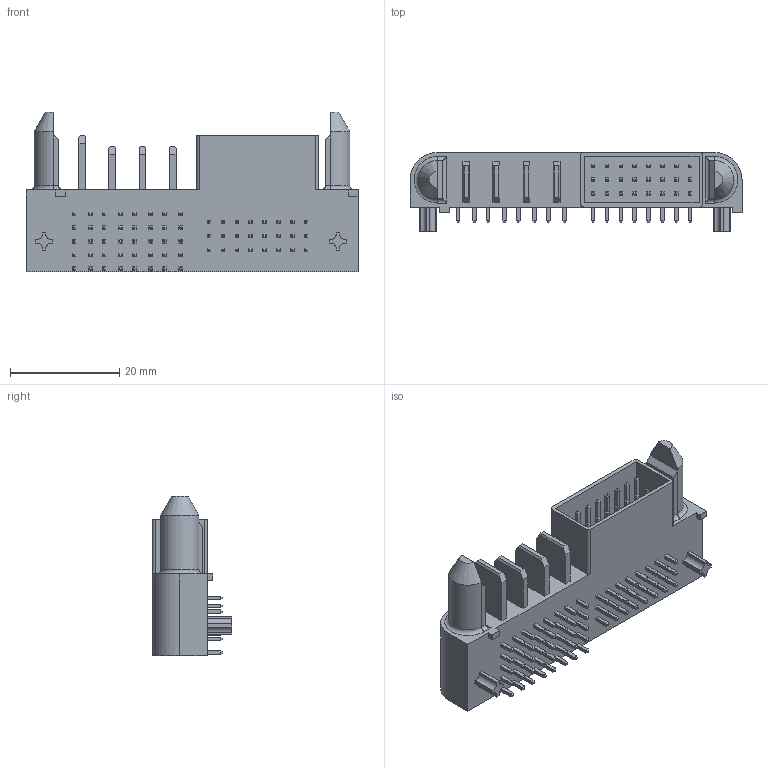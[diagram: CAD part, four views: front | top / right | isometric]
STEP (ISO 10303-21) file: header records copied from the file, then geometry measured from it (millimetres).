
FILE_DESCRIPTION((''),'2;1');
FILE_NAME('464373001','2016-01-22T',('me'),(''),'PRO/ENGINEER BY PARAMETRIC TECHNOLOGY CORPORATION, 2011490','PRO/ENGINEER BY PARAMETRIC TECHNOLOGY CORPORATION, 2011490','');
FILE_SCHEMA(('CONFIG_CONTROL_DESIGN'));
Length unit declared in the file: millimetre
Products named in the file (1): 464373001
Bounding box: 60.76 x 14.46 x 29.25 mm (x, y, z)
Volume: 10573.7 mm3; surface area: 6434.3 mm2
Topology: 1 solids, 1 shells, 914 faces, 2221 edges, 1414 vertices
Faces by surface type: plane 888, cylinder 22, torus 2, cone 2
Entity records: 25750 total; most frequent: CARTESIAN_POINT 4430, DIRECTION 4219, ORIENTED_EDGE 4162, EDGE_CURVE 2081, VECTOR 2045, LINE 2045, VERTEX_POINT 1266, AXIS2_PLACEMENT_3D 1087
